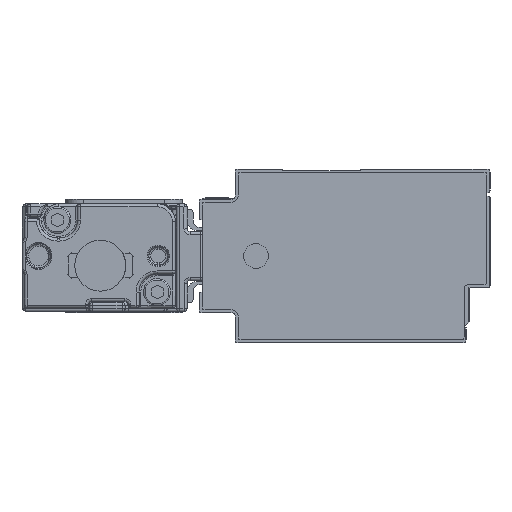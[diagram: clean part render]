
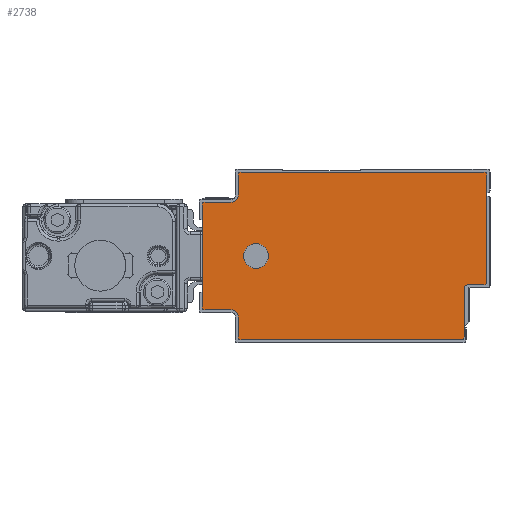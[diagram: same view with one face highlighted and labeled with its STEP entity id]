
A CAD part, left-side view. The second image highlights one B-rep face of the part: STEP entity #2738.
In plain terms, the highlighted planar face has unit normal (-1, 0, 0).
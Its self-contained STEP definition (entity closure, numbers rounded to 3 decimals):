
#1361=AXIS2_PLACEMENT_3D('Circle Axis2P3D',#1359,#1360,$) ;
#1399=AXIS2_PLACEMENT_3D('Circle Axis2P3D',#1397,#1398,$) ;
#1437=AXIS2_PLACEMENT_3D('Circle Axis2P3D',#1435,#1436,$) ;
#1475=AXIS2_PLACEMENT_3D('Circle Axis2P3D',#1473,#1474,$) ;
#2608=AXIS2_PLACEMENT_3D('Circle Axis2P3D',#2606,#2607,$) ;
#2628=AXIS2_PLACEMENT_3D('Plane Axis2P3D',#2625,#2626,#2627) ;
#2632=AXIS2_PLACEMENT_3D('Circle Axis2P3D',#2630,#2631,$) ;
#2646=AXIS2_PLACEMENT_3D('Circle Axis2P3D',#2644,#2645,$) ;
#2660=AXIS2_PLACEMENT_3D('Circle Axis2P3D',#2658,#2659,$) ;
#2674=AXIS2_PLACEMENT_3D('Circle Axis2P3D',#2672,#2673,$) ;
#2688=AXIS2_PLACEMENT_3D('Circle Axis2P3D',#2686,#2687,$) ;
#2722=AXIS2_PLACEMENT_3D('Circle Axis2P3D',#2720,#2721,$) ;
#2731=AXIS2_PLACEMENT_3D('Circle Axis2P3D',#2729,#2730,$) ;
#1317=CARTESIAN_POINT('Line Origine',(-475.5,-3.5,19.1)) ;
#1321=CARTESIAN_POINT('Vertex',(-475.5,-3.5,28.)) ;
#1323=CARTESIAN_POINT('Vertex',(-475.5,-3.5,10.2)) ;
#1359=CARTESIAN_POINT('Axis2P3D Location',(-475.5,-3.,28.)) ;
#1363=CARTESIAN_POINT('Vertex',(-475.5,-3.,28.5)) ;
#1378=CARTESIAN_POINT('Line Origine',(-475.5,17.25,28.5)) ;
#1382=CARTESIAN_POINT('Vertex',(-475.5,37.5,28.5)) ;
#1397=CARTESIAN_POINT('Axis2P3D Location',(-475.5,37.5,28.)) ;
#1401=CARTESIAN_POINT('Vertex',(-475.5,38.,28.)) ;
#1416=CARTESIAN_POINT('Line Origine',(-475.5,38.,26.25)) ;
#1420=CARTESIAN_POINT('Vertex',(-475.5,38.,24.5)) ;
#1435=CARTESIAN_POINT('Axis2P3D Location',(-475.5,39.,24.5)) ;
#1439=CARTESIAN_POINT('Vertex',(-475.5,39.,23.5)) ;
#1454=CARTESIAN_POINT('Line Origine',(-475.5,41.25,23.5)) ;
#1458=CARTESIAN_POINT('Vertex',(-475.5,43.5,23.5)) ;
#1473=CARTESIAN_POINT('Axis2P3D Location',(-475.5,43.5,23.)) ;
#1477=CARTESIAN_POINT('Vertex',(-475.5,44.,23.)) ;
#1492=CARTESIAN_POINT('Line Origine',(-475.5,44.,14.5)) ;
#1496=CARTESIAN_POINT('Vertex',(-475.5,44.,6.)) ;
#2606=CARTESIAN_POINT('Axis2P3D Location',(-475.5,-3.,10.2)) ;
#2610=CARTESIAN_POINT('Vertex',(-475.5,-3.,9.7)) ;
#2625=CARTESIAN_POINT('Axis2P3D Location',(-475.5,0.,0.)) ;
#2630=CARTESIAN_POINT('Axis2P3D Location',(-475.5,43.5,6.)) ;
#2634=CARTESIAN_POINT('Vertex',(-475.5,43.5,5.5)) ;
#2637=CARTESIAN_POINT('Line Origine',(-475.5,41.25,5.5)) ;
#2641=CARTESIAN_POINT('Vertex',(-475.5,39.,5.5)) ;
#2644=CARTESIAN_POINT('Axis2P3D Location',(-475.5,39.,4.5)) ;
#2648=CARTESIAN_POINT('Vertex',(-475.5,38.,4.5)) ;
#2651=CARTESIAN_POINT('Line Origine',(-475.5,38.,2.75)) ;
#2655=CARTESIAN_POINT('Vertex',(-475.5,38.,1.)) ;
#2658=CARTESIAN_POINT('Axis2P3D Location',(-475.5,37.5,1.)) ;
#2662=CARTESIAN_POINT('Vertex',(-475.5,37.5,0.5)) ;
#2665=CARTESIAN_POINT('Line Origine',(-475.5,19.15,0.5)) ;
#2669=CARTESIAN_POINT('Vertex',(-475.5,0.8,0.5)) ;
#2672=CARTESIAN_POINT('Axis2P3D Location',(-475.5,0.8,1.)) ;
#2676=CARTESIAN_POINT('Vertex',(-475.5,0.3,1.)) ;
#2679=CARTESIAN_POINT('Line Origine',(-475.5,0.3,5.1)) ;
#2683=CARTESIAN_POINT('Vertex',(-475.5,0.3,9.2)) ;
#2686=CARTESIAN_POINT('Axis2P3D Location',(-475.5,-0.2,9.2)) ;
#2690=CARTESIAN_POINT('Vertex',(-475.5,-0.2,9.7)) ;
#2693=CARTESIAN_POINT('Line Origine',(-475.5,-1.6,9.7)) ;
#2720=CARTESIAN_POINT('Axis2P3D Location',(-475.5,35.,14.5)) ;
#2724=CARTESIAN_POINT('Vertex',(-475.5,33.186,13.509)) ;
#2726=CARTESIAN_POINT('Vertex',(-475.5,36.814,15.491)) ;
#2729=CARTESIAN_POINT('Axis2P3D Location',(-475.5,35.,14.5)) ;
#1318=DIRECTION('Vector Direction',(0.,0.,-1.)) ;
#1360=DIRECTION('Axis2P3D Direction',(1.,0.,0.)) ;
#1379=DIRECTION('Vector Direction',(0.,1.,0.)) ;
#1398=DIRECTION('Axis2P3D Direction',(1.,0.,0.)) ;
#1417=DIRECTION('Vector Direction',(0.,0.,1.)) ;
#1436=DIRECTION('Axis2P3D Direction',(1.,0.,0.)) ;
#1455=DIRECTION('Vector Direction',(0.,1.,0.)) ;
#1474=DIRECTION('Axis2P3D Direction',(1.,0.,0.)) ;
#1493=DIRECTION('Vector Direction',(0.,0.,1.)) ;
#2607=DIRECTION('Axis2P3D Direction',(1.,0.,0.)) ;
#2626=DIRECTION('Axis2P3D Direction',(1.,0.,0.)) ;
#2627=DIRECTION('Axis2P3D XDirection',(0.,1.,0.)) ;
#2631=DIRECTION('Axis2P3D Direction',(1.,0.,0.)) ;
#2638=DIRECTION('Vector Direction',(0.,-1.,0.)) ;
#2645=DIRECTION('Axis2P3D Direction',(1.,0.,0.)) ;
#2652=DIRECTION('Vector Direction',(0.,0.,1.)) ;
#2659=DIRECTION('Axis2P3D Direction',(1.,0.,0.)) ;
#2666=DIRECTION('Vector Direction',(0.,-1.,0.)) ;
#2673=DIRECTION('Axis2P3D Direction',(1.,0.,0.)) ;
#2680=DIRECTION('Vector Direction',(0.,0.,-1.)) ;
#2687=DIRECTION('Axis2P3D Direction',(1.,0.,0.)) ;
#2694=DIRECTION('Vector Direction',(0.,1.,0.)) ;
#2721=DIRECTION('Axis2P3D Direction',(1.,0.,0.)) ;
#2730=DIRECTION('Axis2P3D Direction',(1.,0.,0.)) ;
#1319=VECTOR('Line Direction',#1318,1.) ;
#1380=VECTOR('Line Direction',#1379,1.) ;
#1418=VECTOR('Line Direction',#1417,1.) ;
#1456=VECTOR('Line Direction',#1455,1.) ;
#1494=VECTOR('Line Direction',#1493,1.) ;
#2639=VECTOR('Line Direction',#2638,1.) ;
#2653=VECTOR('Line Direction',#2652,1.) ;
#2667=VECTOR('Line Direction',#2666,1.) ;
#2681=VECTOR('Line Direction',#2680,1.) ;
#2695=VECTOR('Line Direction',#2694,1.) ;
#2699=ORIENTED_EDGE('',*,*,#1384,.F.) ;
#2700=ORIENTED_EDGE('',*,*,#1403,.F.) ;
#2701=ORIENTED_EDGE('',*,*,#1422,.F.) ;
#2702=ORIENTED_EDGE('',*,*,#1441,.F.) ;
#2703=ORIENTED_EDGE('',*,*,#1460,.F.) ;
#2704=ORIENTED_EDGE('',*,*,#1479,.F.) ;
#2705=ORIENTED_EDGE('',*,*,#1498,.F.) ;
#2706=ORIENTED_EDGE('',*,*,#2636,.F.) ;
#2707=ORIENTED_EDGE('',*,*,#2643,.F.) ;
#2708=ORIENTED_EDGE('',*,*,#2650,.F.) ;
#2709=ORIENTED_EDGE('',*,*,#2657,.F.) ;
#2710=ORIENTED_EDGE('',*,*,#2664,.F.) ;
#2711=ORIENTED_EDGE('',*,*,#2671,.F.) ;
#2712=ORIENTED_EDGE('',*,*,#2678,.F.) ;
#2713=ORIENTED_EDGE('',*,*,#2685,.F.) ;
#2714=ORIENTED_EDGE('',*,*,#2692,.F.) ;
#2715=ORIENTED_EDGE('',*,*,#2697,.F.) ;
#2716=ORIENTED_EDGE('',*,*,#2612,.F.) ;
#2717=ORIENTED_EDGE('',*,*,#1325,.F.) ;
#2718=ORIENTED_EDGE('',*,*,#1365,.F.) ;
#2735=ORIENTED_EDGE('',*,*,#2728,.T.) ;
#2736=ORIENTED_EDGE('',*,*,#2733,.T.) ;
#2737=FACE_BOUND('',#2734,.T.) ;
#2738=ADVANCED_FACE('\X2\FF8EFF9EFF83FF9EFF68FF70\X0\.2',(#2719,#2737),#2629,.F.) ;
#1362=CIRCLE('generated circle',#1361,0.5) ;
#1400=CIRCLE('generated circle',#1399,0.5) ;
#1438=CIRCLE('generated circle',#1437,1.) ;
#1476=CIRCLE('generated circle',#1475,0.5) ;
#2609=CIRCLE('generated circle',#2608,0.5) ;
#2633=CIRCLE('generated circle',#2632,0.5) ;
#2647=CIRCLE('generated circle',#2646,1.) ;
#2661=CIRCLE('generated circle',#2660,0.5) ;
#2675=CIRCLE('generated circle',#2674,0.5) ;
#2689=CIRCLE('generated circle',#2688,0.5) ;
#2723=CIRCLE('generated circle',#2722,2.067) ;
#2732=CIRCLE('generated circle',#2731,2.067) ;
#1325=EDGE_CURVE('',#1322,#1324,#1320,.T.) ;
#1365=EDGE_CURVE('',#1364,#1322,#1362,.T.) ;
#1384=EDGE_CURVE('',#1383,#1364,#1381,.F.) ;
#1403=EDGE_CURVE('',#1402,#1383,#1400,.T.) ;
#1422=EDGE_CURVE('',#1421,#1402,#1419,.T.) ;
#1441=EDGE_CURVE('',#1440,#1421,#1438,.F.) ;
#1460=EDGE_CURVE('',#1459,#1440,#1457,.F.) ;
#1479=EDGE_CURVE('',#1478,#1459,#1476,.T.) ;
#1498=EDGE_CURVE('',#1497,#1478,#1495,.T.) ;
#2612=EDGE_CURVE('',#1324,#2611,#2609,.T.) ;
#2636=EDGE_CURVE('',#2635,#1497,#2633,.T.) ;
#2643=EDGE_CURVE('',#2642,#2635,#2640,.F.) ;
#2650=EDGE_CURVE('',#2649,#2642,#2647,.F.) ;
#2657=EDGE_CURVE('',#2656,#2649,#2654,.T.) ;
#2664=EDGE_CURVE('',#2663,#2656,#2661,.T.) ;
#2671=EDGE_CURVE('',#2670,#2663,#2668,.F.) ;
#2678=EDGE_CURVE('',#2677,#2670,#2675,.T.) ;
#2685=EDGE_CURVE('',#2684,#2677,#2682,.T.) ;
#2692=EDGE_CURVE('',#2691,#2684,#2689,.F.) ;
#2697=EDGE_CURVE('',#2611,#2691,#2696,.T.) ;
#2728=EDGE_CURVE('',#2725,#2727,#2723,.T.) ;
#2733=EDGE_CURVE('',#2727,#2725,#2732,.T.) ;
#2698=EDGE_LOOP('',(#2699,#2700,#2701,#2702,#2703,#2704,#2705,#2706,#2707,#2708,#2709,#2710,#2711,#2712,#2713,#2714,#2715,#2716,#2717,#2718)) ;
#2734=EDGE_LOOP('',(#2735,#2736)) ;
#2719=FACE_OUTER_BOUND('',#2698,.T.) ;
#1320=LINE('Line',#1317,#1319) ;
#1381=LINE('Line',#1378,#1380) ;
#1419=LINE('Line',#1416,#1418) ;
#1457=LINE('Line',#1454,#1456) ;
#1495=LINE('Line',#1492,#1494) ;
#2640=LINE('Line',#2637,#2639) ;
#2654=LINE('Line',#2651,#2653) ;
#2668=LINE('Line',#2665,#2667) ;
#2682=LINE('Line',#2679,#2681) ;
#2696=LINE('Line',#2693,#2695) ;
#2629=PLANE('Plane',#2628) ;
#1322=VERTEX_POINT('',#1321) ;
#1324=VERTEX_POINT('',#1323) ;
#1364=VERTEX_POINT('',#1363) ;
#1383=VERTEX_POINT('',#1382) ;
#1402=VERTEX_POINT('',#1401) ;
#1421=VERTEX_POINT('',#1420) ;
#1440=VERTEX_POINT('',#1439) ;
#1459=VERTEX_POINT('',#1458) ;
#1478=VERTEX_POINT('',#1477) ;
#1497=VERTEX_POINT('',#1496) ;
#2611=VERTEX_POINT('',#2610) ;
#2635=VERTEX_POINT('',#2634) ;
#2642=VERTEX_POINT('',#2641) ;
#2649=VERTEX_POINT('',#2648) ;
#2656=VERTEX_POINT('',#2655) ;
#2663=VERTEX_POINT('',#2662) ;
#2670=VERTEX_POINT('',#2669) ;
#2677=VERTEX_POINT('',#2676) ;
#2684=VERTEX_POINT('',#2683) ;
#2691=VERTEX_POINT('',#2690) ;
#2725=VERTEX_POINT('',#2724) ;
#2727=VERTEX_POINT('',#2726) ;
